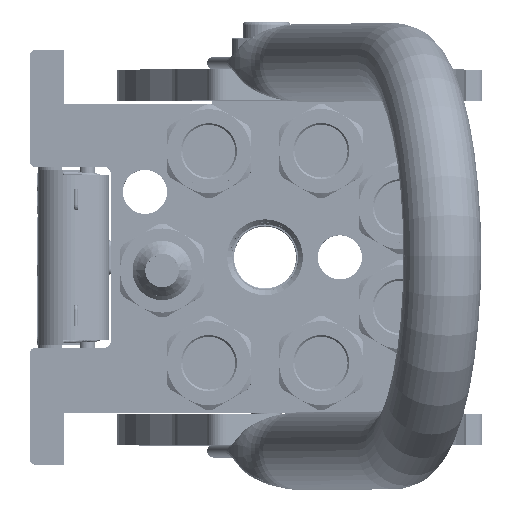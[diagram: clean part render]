
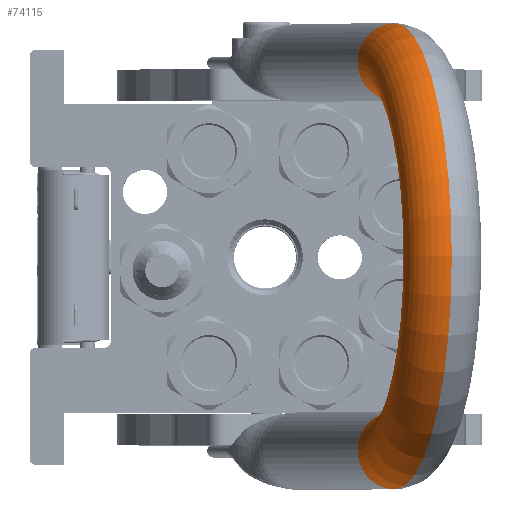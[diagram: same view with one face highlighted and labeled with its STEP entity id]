
A CAD part, top view. The second image highlights one B-rep face of the part: STEP entity #74115.
In plain terms, the highlighted toroidal (fillet/blend) face has major radius 62.25 mm and minor radius 12.5 mm.
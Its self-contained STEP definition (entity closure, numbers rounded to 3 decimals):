
#1170 = AXIS2_PLACEMENT_3D ( 'NONE', #44502, #76692, #34849 ) ;
#2670 = ORIENTED_EDGE ( 'NONE', *, *, #98758, .F. ) ;
#2894 = DIRECTION ( 'NONE',  ( -1., 0., 0. ) ) ;
#6614 = AXIS2_PLACEMENT_3D ( 'NONE', #13959, #130414, #2894 ) ;
#6696 = VERTEX_POINT ( 'NONE', #56193 ) ;
#12352 = CARTESIAN_POINT ( 'NONE',  ( 74.75, 0., 125.25 ) ) ;
#13590 = EDGE_CURVE ( 'NONE', #121397, #132283, #110622, .T. ) ;
#13959 = CARTESIAN_POINT ( 'NONE',  ( 62.25, 0., 125.25 ) ) ;
#19449 = AXIS2_PLACEMENT_3D ( 'NONE', #25328, #118052, #88228 ) ;
#20925 = AXIS2_PLACEMENT_3D ( 'NONE', #97862, #120314, #89116 ) ;
#25328 = CARTESIAN_POINT ( 'NONE',  ( -62.25, 0., 125.25 ) ) ;
#25462 = EDGE_CURVE ( 'NONE', #6696, #101676, #104256, .T. ) ;
#27668 = EDGE_LOOP ( 'NONE', ( #54238, #2670, #134389, #47572 ) ) ;
#34849 = DIRECTION ( 'NONE',  ( -1., 0., 0. ) ) ;
#35835 = CIRCLE ( 'NONE', #6614, 12.5 ) ;
#43703 = CARTESIAN_POINT ( 'NONE',  ( -74.75, 0., 125.25 ) ) ;
#44502 = CARTESIAN_POINT ( 'NONE',  ( 0., 0., 125.25 ) ) ;
#47572 = ORIENTED_EDGE ( 'NONE', *, *, #94841, .T. ) ;
#54238 = ORIENTED_EDGE ( 'NONE', *, *, #13590, .T. ) ;
#54416 = DIRECTION ( 'NONE',  ( -1., 0., 0. ) ) ;
#56193 = CARTESIAN_POINT ( 'NONE',  ( -49.75, 0., 125.25 ) ) ;
#63777 = CARTESIAN_POINT ( 'NONE',  ( 49.75, 0., 125.25 ) ) ;
#74115 = ADVANCED_FACE ( 'NONE', ( #84987 ), #124315, .T. ) ;
#74803 = CIRCLE ( 'NONE', #19449, 12.5 ) ;
#76442 = DIRECTION ( 'NONE',  ( 0., 1., 0. ) ) ;
#76692 = DIRECTION ( 'NONE',  ( 0., 1., 0. ) ) ;
#84987 = FACE_OUTER_BOUND ( 'NONE', #27668, .T. ) ;
#88228 = DIRECTION ( 'NONE',  ( 1., 0., 0. ) ) ;
#89116 = DIRECTION ( 'NONE',  ( 1., 0., 0. ) ) ;
#94841 = EDGE_CURVE ( 'NONE', #6696, #121397, #74803, .T. ) ;
#97862 = CARTESIAN_POINT ( 'NONE',  ( 0., 0., 125.25 ) ) ;
#98758 = EDGE_CURVE ( 'NONE', #101676, #132283, #35835, .T. ) ;
#101676 = VERTEX_POINT ( 'NONE', #63777 ) ;
#104256 = CIRCLE ( 'NONE', #121519, 49.75 ) ;
#110622 = CIRCLE ( 'NONE', #1170, 74.75 ) ;
#118052 = DIRECTION ( 'NONE',  ( 0., 0., 1. ) ) ;
#118178 = CARTESIAN_POINT ( 'NONE',  ( 0., 0., 125.25 ) ) ;
#120314 = DIRECTION ( 'NONE',  ( 0., 1., 0. ) ) ;
#121397 = VERTEX_POINT ( 'NONE', #43703 ) ;
#121519 = AXIS2_PLACEMENT_3D ( 'NONE', #118178, #76442, #54416 ) ;
#124315 = TOROIDAL_SURFACE ( 'NONE', #20925, 62.25, 12.5 ) ;
#130414 = DIRECTION ( 'NONE',  ( 0., 0., -1. ) ) ;
#132283 = VERTEX_POINT ( 'NONE', #12352 ) ;
#134389 = ORIENTED_EDGE ( 'NONE', *, *, #25462, .F. ) ;
